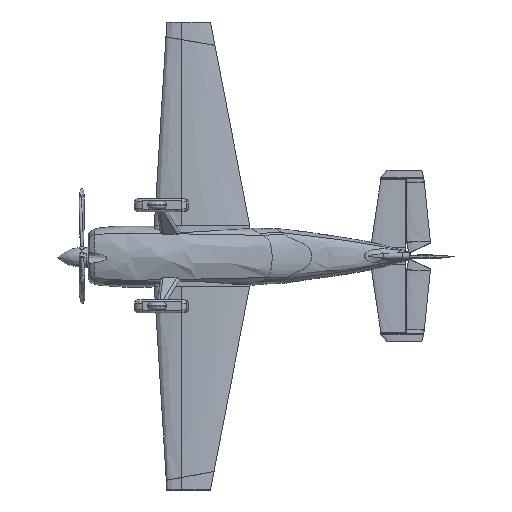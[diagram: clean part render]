
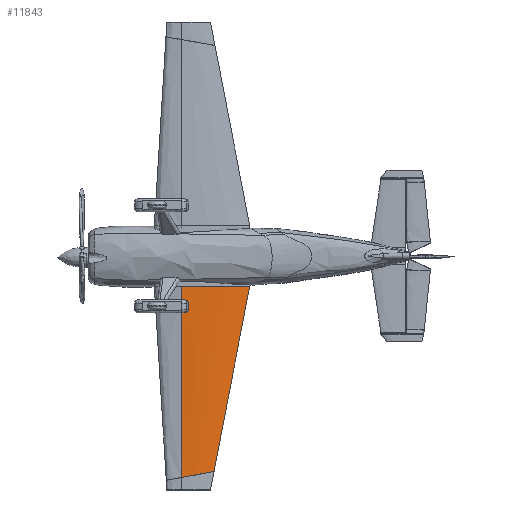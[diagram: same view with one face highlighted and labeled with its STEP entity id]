
A CAD part, front view. The second image highlights one B-rep face of the part: STEP entity #11843.
In plain terms, the highlighted free-form (B-spline) face has degree [3, 3] with [4, 4] control points.
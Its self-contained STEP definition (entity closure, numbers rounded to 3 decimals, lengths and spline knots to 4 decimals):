
#11712 = VERTEX_POINT('',#11713);
#11713 = CARTESIAN_POINT('',(3.539,-3.2158,
    -4.4557));
#11718 = EDGE_CURVE('',#11719,#11712,#11721,.T.);
#11719 = VERTEX_POINT('',#11720);
#11720 = CARTESIAN_POINT('',(3.539,-3.2647,
    -0.3753));
#11721 = B_SPLINE_CURVE_WITH_KNOTS('',3,(#11722,#11723,#11724,#11725,
    #11726,#11727),.UNSPECIFIED.,.F.,.F.,(4,2,4),(-0.307,
    -0.1484,-0.0187),.UNSPECIFIED.);
#11722 = CARTESIAN_POINT('',(3.539,-3.2647,
    -0.3753));
#11723 = CARTESIAN_POINT('',(3.539,-3.2563,
    -1.082));
#11724 = CARTESIAN_POINT('',(3.539,-3.2471,
    -1.8477));
#11725 = CARTESIAN_POINT('',(3.539,-3.2316,
    -3.1446));
#11726 = CARTESIAN_POINT('',(3.539,-3.2234,
    -3.8317));
#11727 = CARTESIAN_POINT('',(3.539,-3.2158,
    -4.4557));
#11777 = EDGE_CURVE('',#11712,#11778,#11780,.T.);
#11778 = VERTEX_POINT('',#11779);
#11779 = CARTESIAN_POINT('',(4.2366,-3.1194,
    -4.331));
#11780 = B_SPLINE_CURVE_WITH_KNOTS('',3,(#11781,#11782,#11783,#11784,
    #11785,#11786,#11787,#11788,#11789,#11790,#11791,#11792,#11793,
    #11794,#11795,#11796,#11797,#11798,#11799,#11800,#11801,#11802,
    #11803,#11804,#11805),.UNSPECIFIED.,.F.,.F.,(4,3,3,3,3,3,3,3,4),(
    -0.0554,-0.0488,-0.0423,
    -0.0356,-0.0299,-0.0221,
    -0.0139,-0.0049,0.),.UNSPECIFIED.);
#11781 = CARTESIAN_POINT('',(3.5388,-3.2157,
    -4.4557));
#11782 = CARTESIAN_POINT('',(3.5576,-3.2153,
    -4.4523));
#11783 = CARTESIAN_POINT('',(3.5781,-3.2147,
    -4.4486));
#11784 = CARTESIAN_POINT('',(3.6002,-3.2137,
    -4.4445));
#11785 = CARTESIAN_POINT('',(3.6221,-3.2127,
    -4.4406));
#11786 = CARTESIAN_POINT('',(3.6457,-3.2113,
    -4.4363));
#11787 = CARTESIAN_POINT('',(3.6707,-3.2096,
    -4.4318));
#11788 = CARTESIAN_POINT('',(3.6962,-3.2078,
    -4.4272));
#11789 = CARTESIAN_POINT('',(3.7232,-3.2056,
    -4.4223));
#11790 = CARTESIAN_POINT('',(3.7516,-3.2029,
    -4.4172));
#11791 = CARTESIAN_POINT('',(3.7762,-3.2005,
    -4.4128));
#11792 = CARTESIAN_POINT('',(3.8019,-3.1978,
    -4.4082));
#11793 = CARTESIAN_POINT('',(3.8284,-3.1946,
    -4.4034));
#11794 = CARTESIAN_POINT('',(3.8644,-3.1903,
    -4.397));
#11795 = CARTESIAN_POINT('',(3.9004,-3.1854,
    -4.3906));
#11796 = CARTESIAN_POINT('',(3.9364,-3.1799,
    -4.3842));
#11797 = CARTESIAN_POINT('',(3.9742,-3.1741,
    -4.3775));
#11798 = CARTESIAN_POINT('',(4.0119,-3.1677,
    -4.3709));
#11799 = CARTESIAN_POINT('',(4.0494,-3.1606,
    -4.3642));
#11800 = CARTESIAN_POINT('',(4.0904,-3.1528,
    -4.357));
#11801 = CARTESIAN_POINT('',(4.1311,-3.1444,
    -4.3498));
#11802 = CARTESIAN_POINT('',(4.1713,-3.1351,
    -4.3426));
#11803 = CARTESIAN_POINT('',(4.1932,-3.1301,
    -4.3387));
#11804 = CARTESIAN_POINT('',(4.215,-3.1248,
    -4.3348));
#11805 = CARTESIAN_POINT('',(4.2366,-3.1194,
    -4.331));
#11843 = ADVANCED_FACE('',(#11844),#11862,.T.);
#11844 = FACE_BOUND('',#11845,.T.);
#11845 = EDGE_LOOP('',(#11846,#11847,#11854,#11861));
#11846 = ORIENTED_EDGE('',*,*,#11777,.T.);
#11847 = ORIENTED_EDGE('',*,*,#11848,.F.);
#11848 = EDGE_CURVE('',#11849,#11778,#11851,.T.);
#11849 = VERTEX_POINT('',#11850);
#11850 = CARTESIAN_POINT('',(4.9979,-3.0703,
    -0.3753));
#11851 = B_SPLINE_CURVE_WITH_KNOTS('',1,(#11852,#11853),.UNSPECIFIED.,
  .F.,.F.,(2,2),(0.0064,2.8976),
  .PIECEWISE_BEZIER_KNOTS.);
#11852 = CARTESIAN_POINT('',(4.9979,-3.0703,
    -0.3753));
#11853 = CARTESIAN_POINT('',(4.2366,-3.1194,
    -4.331));
#11854 = ORIENTED_EDGE('',*,*,#11855,.F.);
#11855 = EDGE_CURVE('',#11719,#11849,#11856,.T.);
#11856 = B_SPLINE_CURVE_WITH_KNOTS('',3,(#11857,#11858,#11859,#11860),
  .UNSPECIFIED.,.F.,.F.,(4,4),(0.0378,0.1221),
  .PIECEWISE_BEZIER_KNOTS.);
#11857 = CARTESIAN_POINT('',(3.539,-3.2647,
    -0.3753));
#11858 = CARTESIAN_POINT('',(4.0295,-3.2619,
    -0.3753));
#11859 = CARTESIAN_POINT('',(4.524,-3.1933,
    -0.3753));
#11860 = CARTESIAN_POINT('',(4.9979,-3.0703,
    -0.3753));
#11861 = ORIENTED_EDGE('',*,*,#11718,.T.);
#11862 = B_SPLINE_SURFACE_WITH_KNOTS('',3,3,(
    (#11863,#11864,#11865,#11866)
    ,(#11867,#11868,#11869,#11870)
    ,(#11871,#11872,#11873,#11874)
    ,(#11875,#11876,#11877,#11878
    )),.UNSPECIFIED.,.F.,.F.,.F.,(4,4),(4,4),(0.,0.5241),(
    0.002,0.9391),.PIECEWISE_BEZIER_KNOTS.);
#11863 = CARTESIAN_POINT('',(4.9979,-3.0703,
    -0.3753));
#11864 = CARTESIAN_POINT('',(4.7361,-3.0872,
    -1.7354));
#11865 = CARTESIAN_POINT('',(4.4744,-3.104,
    -3.0956));
#11866 = CARTESIAN_POINT('',(4.2126,-3.1209,
    -4.4557));
#11867 = CARTESIAN_POINT('',(4.4526,-3.2118,
    -0.3753));
#11868 = CARTESIAN_POINT('',(4.2821,-3.2042,
    -1.7354));
#11869 = CARTESIAN_POINT('',(4.1152,-3.198,
    -3.0956));
#11870 = CARTESIAN_POINT('',(3.9447,-3.1904,
    -4.4557));
#11871 = CARTESIAN_POINT('',(3.9147,-3.2626,
    -0.3753));
#11872 = CARTESIAN_POINT('',(3.8356,-3.2464,
    -1.7354));
#11873 = CARTESIAN_POINT('',(3.7597,-3.2316,
    -3.0956));
#11874 = CARTESIAN_POINT('',(3.6806,-3.2154,
    -4.4557));
#11875 = CARTESIAN_POINT('',(3.539,-3.2647,
    -0.3753));
#11876 = CARTESIAN_POINT('',(3.5246,-3.2486,
    -1.7354));
#11877 = CARTESIAN_POINT('',(3.5103,-3.2325,
    -3.0956));
#11878 = CARTESIAN_POINT('',(3.496,-3.2164,
    -4.4557));
